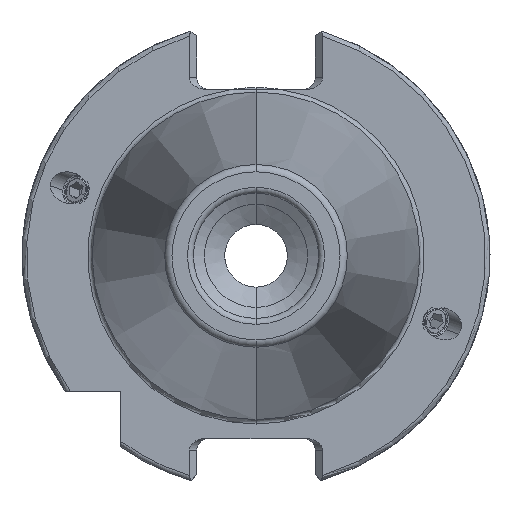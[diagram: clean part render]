
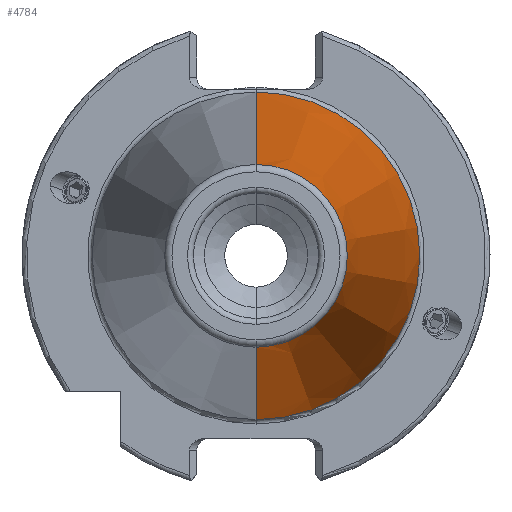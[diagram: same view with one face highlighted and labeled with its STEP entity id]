
A CAD part, left-side view. The second image highlights one B-rep face of the part: STEP entity #4784.
In plain terms, the highlighted conical face has half-angle 8.297 degrees and reference radius 22.225 mm.
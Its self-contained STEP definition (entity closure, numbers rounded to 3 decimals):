
#250 = LINE ( 'NONE', #682, #7295 ) ;
#609 = VECTOR ( 'NONE', #7899, 1000. ) ;
#674 = CARTESIAN_POINT ( 'NONE',  ( -67.394, 0., 12.397 ) ) ;
#682 = CARTESIAN_POINT ( 'NONE',  ( 0., 0., 22.225 ) ) ;
#751 = CIRCLE ( 'NONE', #6651, 12.397 ) ;
#908 = ORIENTED_EDGE ( 'NONE', *, *, #1444, .F. ) ;
#1444 = EDGE_CURVE ( 'NONE', #4808, #5026, #751, .T. ) ;
#1705 = DIRECTION ( 'NONE',  ( 0., 0., -1. ) ) ;
#1787 = CARTESIAN_POINT ( 'NONE',  ( 0., 0., -22.225 ) ) ;
#2362 = DIRECTION ( 'NONE',  ( 1., 0., 0. ) ) ;
#2445 = EDGE_LOOP ( 'NONE', ( #6567, #908, #7726, #5488 ) ) ;
#2700 = CARTESIAN_POINT ( 'NONE',  ( 0., 0., 0. ) ) ;
#3281 = CARTESIAN_POINT ( 'NONE',  ( 0., 0., 22.225 ) ) ;
#3411 = DIRECTION ( 'NONE',  ( 0., 0., 1. ) ) ;
#3523 = AXIS2_PLACEMENT_3D ( 'NONE', #2700, #7484, #3411 ) ;
#3865 = AXIS2_PLACEMENT_3D ( 'NONE', #6467, #2362, #1705 ) ;
#3999 = CONICAL_SURFACE ( 'NONE', #3865, 22.225, 0.145 ) ;
#4205 = FACE_OUTER_BOUND ( 'NONE', #2445, .T. ) ;
#4346 = CARTESIAN_POINT ( 'NONE',  ( 0., 0., -22.225 ) ) ;
#4506 = EDGE_CURVE ( 'NONE', #5026, #5390, #250, .T. ) ;
#4784 = ADVANCED_FACE ( 'NONE', ( #4205 ), #3999, .T. ) ;
#4808 = VERTEX_POINT ( 'NONE', #7182 ) ;
#5026 = VERTEX_POINT ( 'NONE', #674 ) ;
#5290 = VERTEX_POINT ( 'NONE', #4346 ) ;
#5390 = VERTEX_POINT ( 'NONE', #3281 ) ;
#5488 = ORIENTED_EDGE ( 'NONE', *, *, #6183, .T. ) ;
#6121 = DIRECTION ( 'NONE',  ( 0.99, 0., 0.144 ) ) ;
#6183 = EDGE_CURVE ( 'NONE', #5290, #5390, #8686, .T. ) ;
#6467 = CARTESIAN_POINT ( 'NONE',  ( 0., 0., 0. ) ) ;
#6567 = ORIENTED_EDGE ( 'NONE', *, *, #4506, .F. ) ;
#6651 = AXIS2_PLACEMENT_3D ( 'NONE', #7853, #7908, #7936 ) ;
#7182 = CARTESIAN_POINT ( 'NONE',  ( -67.394, 0., -12.397 ) ) ;
#7295 = VECTOR ( 'NONE', #6121, 1000. ) ;
#7484 = DIRECTION ( 'NONE',  ( -1., 0., 0. ) ) ;
#7726 = ORIENTED_EDGE ( 'NONE', *, *, #7860, .T. ) ;
#7853 = CARTESIAN_POINT ( 'NONE',  ( -67.394, 0., 0. ) ) ;
#7855 = LINE ( 'NONE', #1787, #609 ) ;
#7860 = EDGE_CURVE ( 'NONE', #4808, #5290, #7855, .T. ) ;
#7899 = DIRECTION ( 'NONE',  ( 0.99, 0., -0.144 ) ) ;
#7908 = DIRECTION ( 'NONE',  ( -1., 0., 0. ) ) ;
#7936 = DIRECTION ( 'NONE',  ( 0., 0., 1. ) ) ;
#8686 = CIRCLE ( 'NONE', #3523, 22.225 ) ;
